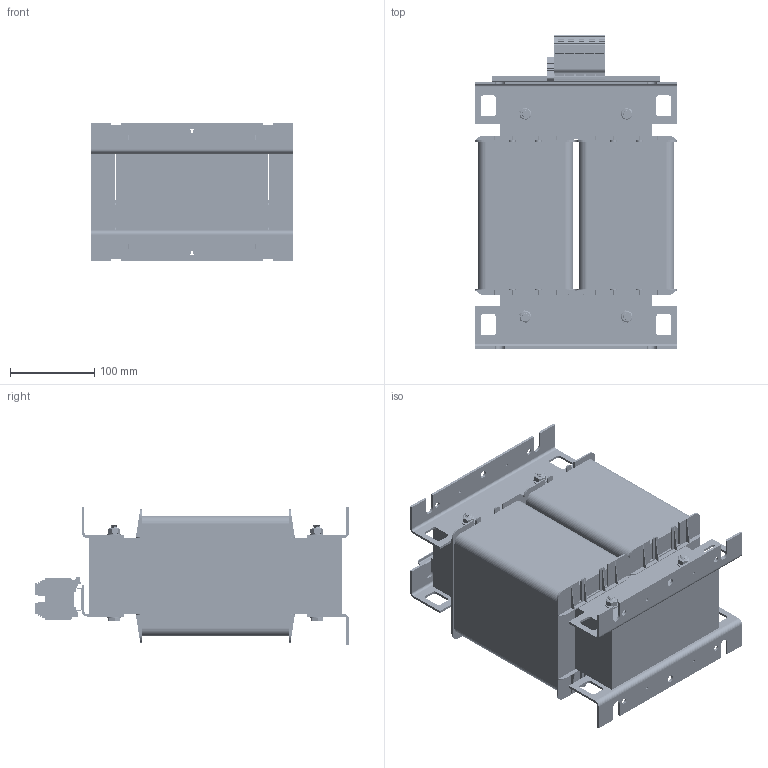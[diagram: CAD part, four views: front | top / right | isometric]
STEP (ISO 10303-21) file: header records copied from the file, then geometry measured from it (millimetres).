
FILE_DESCRIPTION(/* description */ (''),/* implementation_level */ '2;1');
FILE_NAME(/* name */ 'TKX5.stp',/* time_stamp */ '2024-01-08T12:05:50+01:00',/* author */ ('ops'),/* organization */ (''),/* preprocessor_version */ 'ST-DEVELOPER v16.13',/* originating_system */ 'Autodesk Inventor 2018',/* authorisation */ '');
FILE_SCHEMA (('AUTOMOTIVE_DESIGN { 1 0 10303 214 3 1 1 }'));
Products named in the file (1): TKX5_
Bounding box: 240 x 371.3 x 164 mm (x, y, z)
Volume: 7936937 mm3; surface area: 1123074.8 mm2
Topology: 32 solids, 32 shells, 1739 faces, 4705 edges, 3050 vertices
Faces by surface type: plane 1258, cylinder 457, cone 16, bspline 8
Full cylindrical faces by diameter (mm): 3 x1, 3.5 x8, 5.8 x1, 6.4 x10, 6.647 x4, 7 x8, 8.4 x8, 9 x4, 10 x4, 12 x8, 16 x8
Entity records: 98436 total; most frequent: CARTESIAN_POINT 53343, ORIENTED_EDGE 9218, DIRECTION 8975, EDGE_CURVE 4609, LINE 3555, VECTOR 3555, VERTEX_POINT 3034, AXIS2_PLACEMENT_3D 2710
